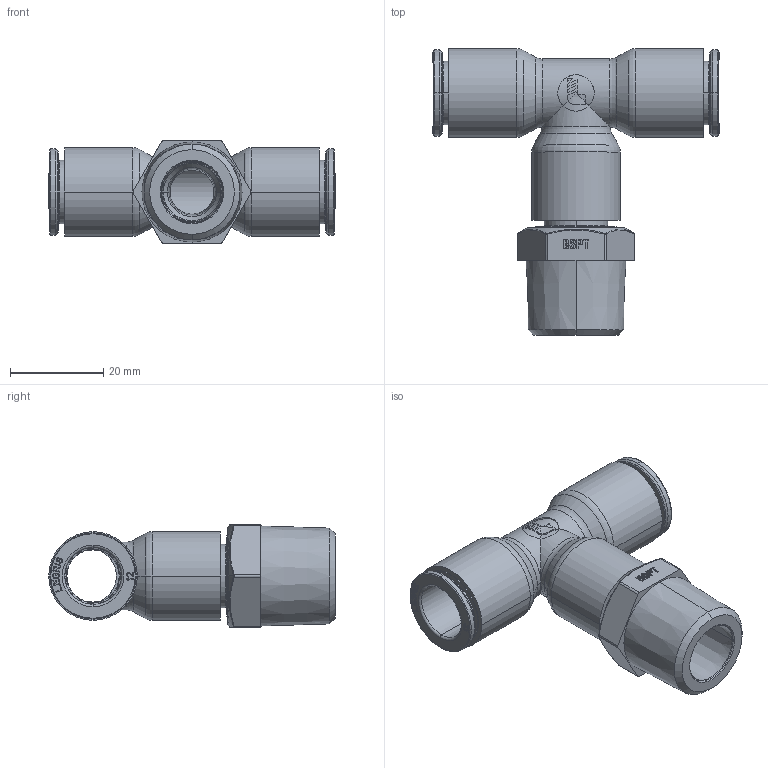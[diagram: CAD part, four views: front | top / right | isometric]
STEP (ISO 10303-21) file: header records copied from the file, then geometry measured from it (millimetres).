
FILE_DESCRIPTION(('STEP AP214'),'1');
FILE_NAME('6878_12_21.stp','2016-07-07T14:48:07',('TraceParts'),('TraceParts S.A.'),'Spatial InterOp 3D',' ',' ');
FILE_SCHEMA(('automotive_design'));
Length unit declared in the file: millimetre
Products named in the file (17): 6878 12 21|44112-19_ASM_1982#44112-19_ASM|44112-21_ASM_1980#44112-21_ASM|44112-32_1977#44112-32;Solide1; 6878 12 21|44112-19_ASM_1982#44112-19_ASM|44112-21_ASM_1980#44112-21_ASM|44112-30_1978#44112-30;Solide1; 6878 12 21|44112-19_ASM_1982#44112-19_ASM|44112-21_ASM_1980#44112-21_ASM|44112_1979#44112;Solide1; 6878 12 21|44112-19_ASM_1982#44112-19_ASM|44112-40_1981#44112-40;Solide1; 6878 12 21|44112-19_ASM_1984#44112-19_ASM|44112-21_ASM_1980#44112-21_ASM|44112-32_1977#44112-32;Solide1; 6878 12 21|44112-19_ASM_1984#44112-19_ASM|44112-21_ASM_1980#44112-21_ASM|44112-30_1978#44112-30;Solide1; 6878 12 21|44112-19_ASM_1984#44112-19_ASM|44112-21_ASM_1980#44112-21_ASM|44112_1979#44112;Solide1; 6878 12 21|44112-19_ASM_1984#44112-19_ASM|44112-40_1981#44112-40;Solide1; 6878 12 21|44112-19_ASM_1986#44112-19_ASM|44112-21_ASM_1980#44112-21_ASM|44112-32_1977#44112-32;Solide1; 6878 12 21|44112-19_ASM_1986#44112-19_ASM|44112-21_ASM_1980#44112-21_ASM|44112-30_1978#44112-30;Solide1; 6878 12 21|44112-19_ASM_1986#44112-19_ASM|44112-21_ASM_1980#44112-21_ASM|44112_1979#44112;Solide1; 6878 12 21|44112-19_ASM_1986#44112-19_ASM|44112-40_1981#44112-40;Solide1; 6878 12 21|44522-04_1975#44522-04;Solide1; 6878 12 21|44112-11-10-ASM_1976#44112-11-10-ASM;Solide1; 6878 12 21|44112-11-10-ASM_1983#44112-11-10-ASM;Solide1; 6878 12 21|44112-11-10-ASM_1985#44112-11-10-ASM;Solide1; 6878 12 21|44522-24_RAINURE_1987#44522-24_RAINURE;Solide1
Bounding box: 61.32 x 61.39 x 22 mm (x, y, z)
Volume: 16206.3 mm3; surface area: 22962.5 mm2
Topology: 17 solids, 17 shells, 2015 faces, 5148 edges, 3229 vertices
Faces by surface type: plane 754, cylinder 346, bspline 334, torus 291, cone 284, sphere 6
Entity records: 95802 total; most frequent: CARTESIAN_POINT 30730, ORIENTED_EDGE 10284, DIRECTION 10107, EDGE_CURVE 5142, AXIS2_PLACEMENT_3D 3685, VERTEX_POINT 3229, LINE 2737, VECTOR 2737
